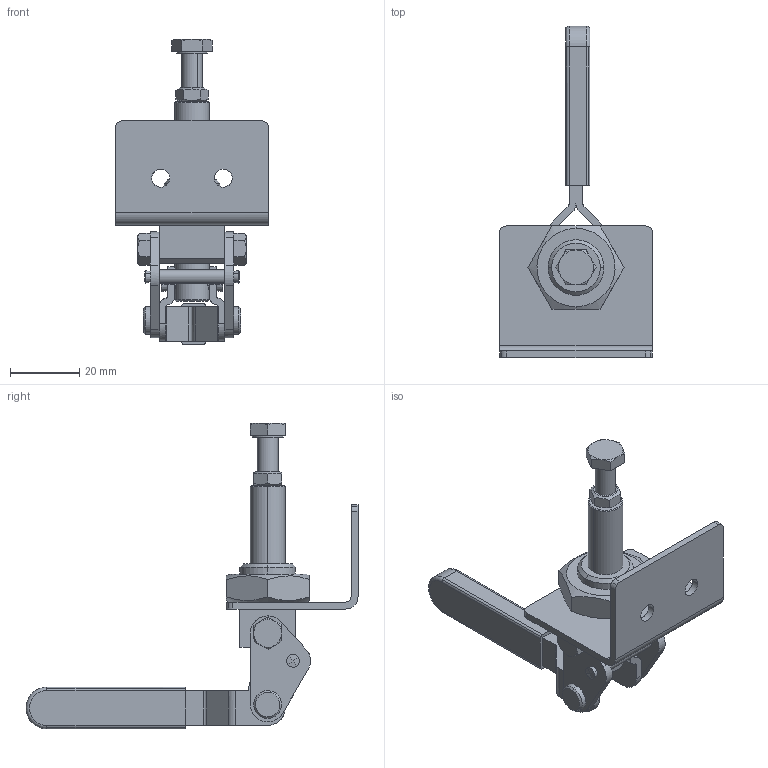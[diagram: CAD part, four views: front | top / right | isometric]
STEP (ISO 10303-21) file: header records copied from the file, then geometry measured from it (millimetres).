
FILE_DESCRIPTION(('CATIA V5 STEP Exchange'),'2;1');
FILE_NAME('SCHUBSTANGENSPANNER_TS_P_100_357878_TUENKERS.stp','2019-02-06T07:05:36+00:00',('none'),('none'),'CATIA Version 5 Release 19 SP 9 (IN-10)','CATIA V5 STEP AP214','none');
FILE_SCHEMA(('AUTOMOTIVE_DESIGN { 1 0 10303 214 1 1 1 1 }'));
Length unit declared in the file: millimetre
Products named in the file (1): SCHUBSTANGENSPANNER_TS_P_100_357878
Bounding box: 44 x 95.59 x 88.01 mm (x, y, z)
Volume: 24459.1 mm3; surface area: 16513.1 mm2
Topology: 1 solids, 30 shells, 426 faces, 1036 edges, 658 vertices
Faces by surface type: plane 205, cylinder 107, cone 56, bspline 44, sphere 12, torus 2
Entity records: 13070 total; most frequent: CARTESIAN_POINT 4024, ORIENTED_EDGE 2024, DIRECTION 1467, EDGE_CURVE 1012, VERTEX_POINT 658, AXIS2_PLACEMENT_3D 602, VECTOR 502, LINE 502
